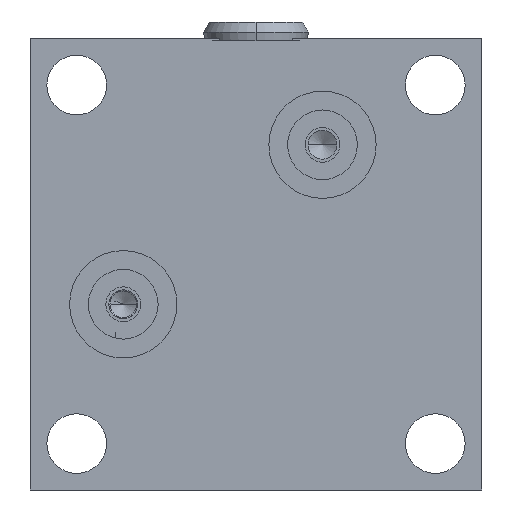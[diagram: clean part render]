
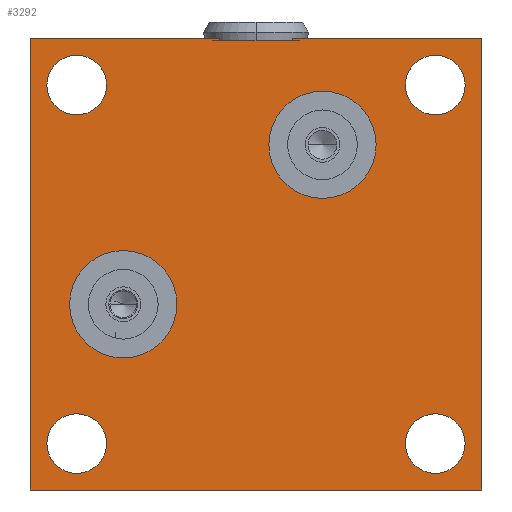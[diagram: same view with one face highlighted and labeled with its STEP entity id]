
A CAD part, front view. The second image highlights one B-rep face of the part: STEP entity #3292.
In plain terms, the highlighted planar face has unit normal (0, -1, 0).
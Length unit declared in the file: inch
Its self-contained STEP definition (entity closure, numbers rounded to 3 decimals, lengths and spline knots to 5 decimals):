
#30=CARTESIAN_POINT('',(-0.844,-0.718,-0.844));
#31=DIRECTION('',(0.,1.,0.));
#32=DIRECTION('',(1.,0.,0.));
#33=AXIS2_PLACEMENT_3D('',#30,#31,#32);
#35=CARTESIAN_POINT('',(-0.844,-0.718,-0.844));
#36=DIRECTION('',(0.,1.,0.));
#37=DIRECTION('',(-1.,0.,0.));
#38=AXIS2_PLACEMENT_3D('',#35,#36,#37);
#40=CARTESIAN_POINT('',(-0.844,-0.718,0.844));
#41=DIRECTION('',(0.,1.,0.));
#42=DIRECTION('',(1.,0.,0.));
#43=AXIS2_PLACEMENT_3D('',#40,#41,#42);
#45=CARTESIAN_POINT('',(-0.844,-0.718,0.844));
#46=DIRECTION('',(0.,1.,0.));
#47=DIRECTION('',(-1.,0.,0.));
#48=AXIS2_PLACEMENT_3D('',#45,#46,#47);
#50=CARTESIAN_POINT('',(0.844,-0.718,0.844));
#51=DIRECTION('',(0.,1.,0.));
#52=DIRECTION('',(1.,0.,0.));
#53=AXIS2_PLACEMENT_3D('',#50,#51,#52);
#55=CARTESIAN_POINT('',(0.844,-0.718,0.844));
#56=DIRECTION('',(0.,1.,0.));
#57=DIRECTION('',(-1.,0.,0.));
#58=AXIS2_PLACEMENT_3D('',#55,#56,#57);
#60=CARTESIAN_POINT('',(0.844,-0.718,-0.844));
#61=DIRECTION('',(0.,1.,0.));
#62=DIRECTION('',(1.,0.,0.));
#63=AXIS2_PLACEMENT_3D('',#60,#61,#62);
#65=CARTESIAN_POINT('',(0.844,-0.718,-0.844));
#66=DIRECTION('',(0.,1.,0.));
#67=DIRECTION('',(-1.,0.,0.));
#68=AXIS2_PLACEMENT_3D('',#65,#66,#67);
#70=DIRECTION('',(-1.,0.,0.));
#71=VECTOR('',#70,0.34369);
#72=CARTESIAN_POINT('',(0.17185,-0.718,1.0525));
#73=LINE('',#72,#71);
#74=DIRECTION('',(0.,0.,1.));
#75=VECTOR('',#74,0.01);
#76=CARTESIAN_POINT('',(0.17185,-0.718,1.0525));
#77=LINE('',#76,#75);
#78=DIRECTION('',(0.,0.,1.));
#79=VECTOR('',#78,2.125);
#80=CARTESIAN_POINT('',(-1.0625,-0.718,-1.0625));
#81=LINE('',#80,#79);
#82=DIRECTION('',(0.,0.,1.));
#83=VECTOR('',#82,0.01);
#84=CARTESIAN_POINT('',(-0.17185,-0.718,1.0525));
#85=LINE('',#84,#83);
#86=CARTESIAN_POINT('',(0.313,-0.718,0.563));
#87=DIRECTION('',(0.,-1.,0.));
#88=DIRECTION('',(-1.,0.,0.));
#89=AXIS2_PLACEMENT_3D('',#86,#87,#88);
#91=CARTESIAN_POINT('',(0.313,-0.718,0.563));
#92=DIRECTION('',(0.,-1.,0.));
#93=DIRECTION('',(1.,0.,0.));
#94=AXIS2_PLACEMENT_3D('',#91,#92,#93);
#96=CARTESIAN_POINT('',(-0.625,-0.718,-0.188));
#97=DIRECTION('',(0.,-1.,0.));
#98=DIRECTION('',(-1.,0.,0.));
#99=AXIS2_PLACEMENT_3D('',#96,#97,#98);
#101=CARTESIAN_POINT('',(-0.625,-0.718,-0.188));
#102=DIRECTION('',(0.,-1.,0.));
#103=DIRECTION('',(1.,0.,0.));
#104=AXIS2_PLACEMENT_3D('',#101,#102,#103);
#183=DIRECTION('',(1.,0.,0.));
#184=VECTOR('',#183,2.125);
#185=CARTESIAN_POINT('',(-1.0625,-0.718,-1.0625));
#186=LINE('',#185,#184);
#377=DIRECTION('',(0.,0.,1.));
#378=VECTOR('',#377,2.125);
#379=CARTESIAN_POINT('',(1.0625,-0.718,-1.0625));
#380=LINE('',#379,#378);
#421=DIRECTION('',(1.,0.,0.));
#422=VECTOR('',#421,0.89065);
#423=CARTESIAN_POINT('',(-1.0625,-0.718,1.0625));
#424=LINE('',#423,#422);
#473=DIRECTION('',(1.,0.,0.));
#474=VECTOR('',#473,0.89065);
#475=CARTESIAN_POINT('',(0.17185,-0.718,1.0625));
#476=LINE('',#475,#474);
#2877=CARTESIAN_POINT('',(-1.0625,-0.718,-1.0625));
#2878=CARTESIAN_POINT('',(1.0625,-0.718,-1.0625));
#2879=VERTEX_POINT('',#2877);
#2880=VERTEX_POINT('',#2878);
#2881=CARTESIAN_POINT('',(-1.0625,-0.718,1.0625));
#2882=VERTEX_POINT('',#2881);
#2883=CARTESIAN_POINT('',(1.0625,-0.718,1.0625));
#2884=VERTEX_POINT('',#2883);
#2889=CARTESIAN_POINT('',(-0.7035,-0.718,-0.844));
#2890=CARTESIAN_POINT('',(-0.9845,-0.718,-0.844));
#2891=VERTEX_POINT('',#2889);
#2892=VERTEX_POINT('',#2890);
#2893=CARTESIAN_POINT('',(-0.7035,-0.718,0.844));
#2894=CARTESIAN_POINT('',(-0.9845,-0.718,0.844));
#2895=VERTEX_POINT('',#2893);
#2896=VERTEX_POINT('',#2894);
#2897=CARTESIAN_POINT('',(0.9845,-0.718,0.844));
#2898=CARTESIAN_POINT('',(0.7035,-0.718,0.844));
#2899=VERTEX_POINT('',#2897);
#2900=VERTEX_POINT('',#2898);
#2901=CARTESIAN_POINT('',(0.9845,-0.718,-0.844));
#2902=CARTESIAN_POINT('',(0.7035,-0.718,-0.844));
#2903=VERTEX_POINT('',#2901);
#2904=VERTEX_POINT('',#2902);
#3009=CARTESIAN_POINT('',(0.17185,-0.718,1.0525));
#3010=CARTESIAN_POINT('',(-0.17185,-0.718,1.0525));
#3011=VERTEX_POINT('',#3009);
#3012=VERTEX_POINT('',#3010);
#3013=CARTESIAN_POINT('',(-0.17185,-0.718,1.0625));
#3014=VERTEX_POINT('',#3013);
#3015=CARTESIAN_POINT('',(0.17185,-0.718,1.0625));
#3016=VERTEX_POINT('',#3015);
#3031=CARTESIAN_POINT('',(0.0605,-0.718,0.563));
#3032=VERTEX_POINT('',#3031);
#3033=CARTESIAN_POINT('',(0.5655,-0.718,0.563));
#3034=VERTEX_POINT('',#3033);
#3063=CARTESIAN_POINT('',(-0.8775,-0.718,-0.188));
#3064=VERTEX_POINT('',#3063);
#3065=CARTESIAN_POINT('',(-0.3725,-0.718,-0.188));
#3066=VERTEX_POINT('',#3065);
#3235=CARTESIAN_POINT('',(-1.0625,-0.718,-1.0625));
#3236=DIRECTION('',(0.,-1.,0.));
#3237=DIRECTION('',(1.,0.,0.));
#3238=AXIS2_PLACEMENT_3D('',#3235,#3236,#3237);
#3239=PLANE('',#3238);
#3241=ORIENTED_EDGE('',*,*,#3240,.F.);
#3243=ORIENTED_EDGE('',*,*,#3242,.T.);
#3245=ORIENTED_EDGE('',*,*,#3244,.T.);
#3247=ORIENTED_EDGE('',*,*,#3246,.F.);
#3249=ORIENTED_EDGE('',*,*,#3248,.F.);
#3251=ORIENTED_EDGE('',*,*,#3250,.T.);
#3253=ORIENTED_EDGE('',*,*,#3252,.T.);
#3255=ORIENTED_EDGE('',*,*,#3254,.F.);
#3256=EDGE_LOOP('',(#3241,#3243,#3245,#3247,#3249,#3251,#3253,#3255));
#3257=FACE_OUTER_BOUND('',#3256,.F.);
#3259=ORIENTED_EDGE('',*,*,#3258,.F.);
#3261=ORIENTED_EDGE('',*,*,#3260,.F.);
#3262=EDGE_LOOP('',(#3259,#3261));
#3263=FACE_BOUND('',#3262,.F.);
#3265=ORIENTED_EDGE('',*,*,#3264,.F.);
#3267=ORIENTED_EDGE('',*,*,#3266,.F.);
#3268=EDGE_LOOP('',(#3265,#3267));
#3269=FACE_BOUND('',#3268,.F.);
#3271=ORIENTED_EDGE('',*,*,#3270,.F.);
#3273=ORIENTED_EDGE('',*,*,#3272,.F.);
#3274=EDGE_LOOP('',(#3271,#3273));
#3275=FACE_BOUND('',#3274,.F.);
#3277=ORIENTED_EDGE('',*,*,#3276,.F.);
#3279=ORIENTED_EDGE('',*,*,#3278,.F.);
#3280=EDGE_LOOP('',(#3277,#3279));
#3281=FACE_BOUND('',#3280,.F.);
#3282=ORIENTED_EDGE('',*,*,#3217,.T.);
#3283=ORIENTED_EDGE('',*,*,#3228,.T.);
#3284=EDGE_LOOP('',(#3282,#3283));
#3285=FACE_BOUND('',#3284,.F.);
#3287=ORIENTED_EDGE('',*,*,#3286,.T.);
#3289=ORIENTED_EDGE('',*,*,#3288,.T.);
#3290=EDGE_LOOP('',(#3287,#3289));
#3291=FACE_BOUND('',#3290,.F.);
#3292=ADVANCED_FACE('',(#3257,#3263,#3269,#3275,#3281,#3285,#3291),#3239,.T.);
#34=CIRCLE('',#33,0.1405);
#39=CIRCLE('',#38,0.1405);
#44=CIRCLE('',#43,0.1405);
#49=CIRCLE('',#48,0.1405);
#54=CIRCLE('',#53,0.1405);
#59=CIRCLE('',#58,0.1405);
#64=CIRCLE('',#63,0.1405);
#69=CIRCLE('',#68,0.1405);
#90=CIRCLE('',#89,0.2525);
#95=CIRCLE('',#94,0.2525);
#100=CIRCLE('',#99,0.2525);
#105=CIRCLE('',#104,0.2525);
#3217=EDGE_CURVE('',#3032,#3034,#90,.T.);
#3228=EDGE_CURVE('',#3034,#3032,#95,.T.);
#3240=EDGE_CURVE('',#3011,#3012,#73,.T.);
#3242=EDGE_CURVE('',#3011,#3016,#77,.T.);
#3244=EDGE_CURVE('',#3016,#2884,#476,.T.);
#3246=EDGE_CURVE('',#2880,#2884,#380,.T.);
#3248=EDGE_CURVE('',#2879,#2880,#186,.T.);
#3250=EDGE_CURVE('',#2879,#2882,#81,.T.);
#3252=EDGE_CURVE('',#2882,#3014,#424,.T.);
#3254=EDGE_CURVE('',#3012,#3014,#85,.T.);
#3258=EDGE_CURVE('',#2895,#2896,#44,.T.);
#3260=EDGE_CURVE('',#2896,#2895,#49,.T.);
#3264=EDGE_CURVE('',#2899,#2900,#54,.T.);
#3266=EDGE_CURVE('',#2900,#2899,#59,.T.);
#3270=EDGE_CURVE('',#2903,#2904,#64,.T.);
#3272=EDGE_CURVE('',#2904,#2903,#69,.T.);
#3276=EDGE_CURVE('',#2891,#2892,#34,.T.);
#3278=EDGE_CURVE('',#2892,#2891,#39,.T.);
#3286=EDGE_CURVE('',#3064,#3066,#100,.T.);
#3288=EDGE_CURVE('',#3066,#3064,#105,.T.);
